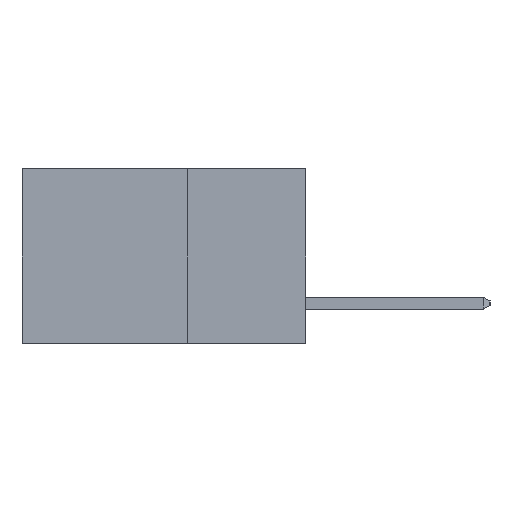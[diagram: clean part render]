
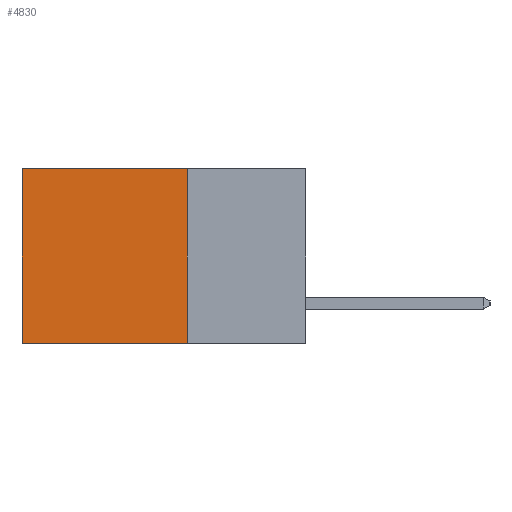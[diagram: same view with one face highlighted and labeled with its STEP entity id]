
A CAD part, left-side view. The second image highlights one B-rep face of the part: STEP entity #4830.
In plain terms, the highlighted planar face has unit normal (-1, 0, 0).
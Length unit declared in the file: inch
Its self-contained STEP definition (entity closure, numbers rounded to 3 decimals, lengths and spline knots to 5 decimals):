
#147 = ORIENTED_EDGE ( 'NONE', *, *, #8593, .T. ) ;
#164 = ORIENTED_EDGE ( 'NONE', *, *, #1112, .F. ) ;
#174 = ORIENTED_EDGE ( 'NONE', *, *, #7138, .F. ) ;
#280 = ORIENTED_EDGE ( 'NONE', *, *, #4757, .T. ) ;
#885 = CARTESIAN_POINT ( 'NONE',  ( 0.2615, 0.6, -0.37 ) ) ;
#1112 = EDGE_CURVE ( 'NONE', #3811, #8655, #5470, .T. ) ;
#1454 = CARTESIAN_POINT ( 'NONE',  ( 0.2615, 0.25, -0.37 ) ) ;
#1816 = VERTEX_POINT ( 'NONE', #8397 ) ;
#1916 = DIRECTION ( 'NONE',  ( 0., 0., -1. ) ) ;
#2441 = DIRECTION ( 'NONE',  ( 1., 0., 0. ) ) ;
#2881 = LINE ( 'NONE', #8684, #9677 ) ;
#3811 = VERTEX_POINT ( 'NONE', #7461 ) ;
#4069 = CARTESIAN_POINT ( 'NONE',  ( 0.2615, 0.25, -0.37 ) ) ;
#4213 = LINE ( 'NONE', #10711, #8332 ) ;
#4757 = EDGE_CURVE ( 'NONE', #1816, #6887, #2881, .T. ) ;
#4830 = ADVANCED_FACE ( 'NONE', ( #11306 ), #6980, .F. ) ;
#5179 = VECTOR ( 'NONE', #11040, 39.37008 ) ;
#5470 = LINE ( 'NONE', #4069, #5179 ) ;
#6469 = DIRECTION ( 'NONE',  ( 0., 0., -1. ) ) ;
#6887 = VERTEX_POINT ( 'NONE', #7015 ) ;
#6936 = LINE ( 'NONE', #885, #8998 ) ;
#6980 = PLANE ( 'NONE',  #11239 ) ;
#7015 = CARTESIAN_POINT ( 'NONE',  ( 0.2615, 0.6, 0. ) ) ;
#7138 = EDGE_CURVE ( 'NONE', #1816, #3811, #4213, .T. ) ;
#7461 = CARTESIAN_POINT ( 'NONE',  ( 0.2615, 0.25, -0.37 ) ) ;
#8332 = VECTOR ( 'NONE', #6469, 39.37008 ) ;
#8397 = CARTESIAN_POINT ( 'NONE',  ( 0.2615, 0.25, 0. ) ) ;
#8593 = EDGE_CURVE ( 'NONE', #6887, #8655, #6936, .T. ) ;
#8655 = VERTEX_POINT ( 'NONE', #10031 ) ;
#8684 = CARTESIAN_POINT ( 'NONE',  ( 0.2615, 0.25, 0. ) ) ;
#8749 = DIRECTION ( 'NONE',  ( 0., 0., -1. ) ) ;
#8998 = VECTOR ( 'NONE', #1916, 39.37008 ) ;
#9677 = VECTOR ( 'NONE', #10316, 39.37008 ) ;
#10031 = CARTESIAN_POINT ( 'NONE',  ( 0.2615, 0.6, -0.37 ) ) ;
#10316 = DIRECTION ( 'NONE',  ( 0., 1., 0. ) ) ;
#10711 = CARTESIAN_POINT ( 'NONE',  ( 0.2615, 0.25, -0.37 ) ) ;
#11040 = DIRECTION ( 'NONE',  ( 0., 1., 0. ) ) ;
#11239 = AXIS2_PLACEMENT_3D ( 'NONE', #1454, #2441, #8749 ) ;
#11279 = EDGE_LOOP ( 'NONE', ( #147, #164, #174, #280 ) ) ;
#11306 = FACE_OUTER_BOUND ( 'NONE', #11279, .T. ) ;
